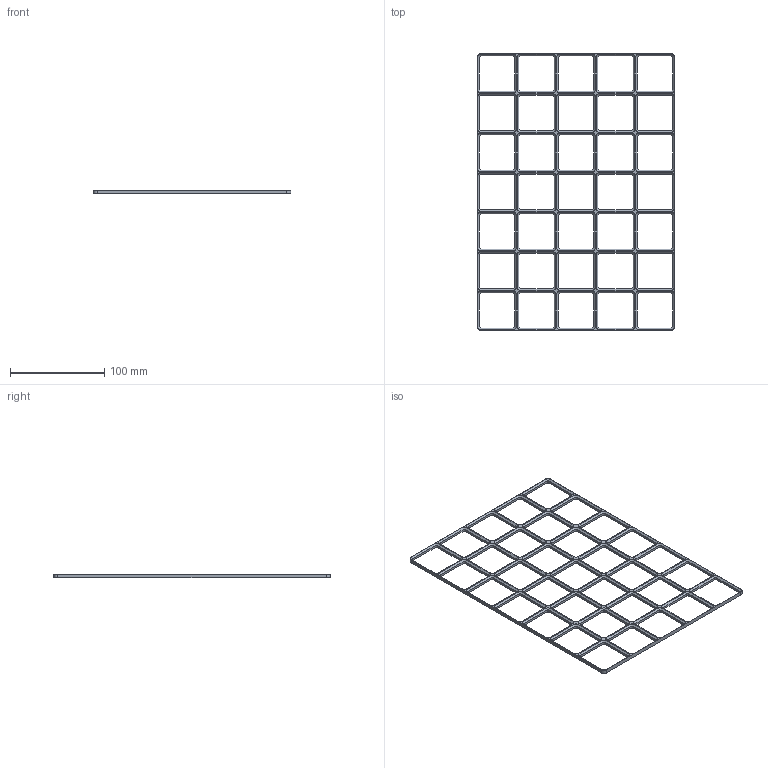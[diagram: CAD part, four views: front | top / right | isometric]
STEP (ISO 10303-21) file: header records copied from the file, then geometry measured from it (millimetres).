
FILE_DESCRIPTION(/* description */ (''),/* implementation_level */ '2;1');
FILE_NAME(/* name */ 'Lt Frame 5x7',/* time_stamp */ '2024-06-14T16:48:25+03:00',/* author */ (''),/* organization */ (''),/* preprocessor_version */ 'ST-DEVELOPER v19.2',/* originating_system */ 'Rhino 8.2',/* authorisation */ '');
FILE_SCHEMA (('CONFIG_CONTROL_DESIGN'));
Length unit declared in the file: millimetre
Products named in the file (1): Document
Bounding box: 210 x 294 x 4.15 mm (x, y, z)
Volume: 42950.4 mm3; surface area: 44895 mm2
Topology: 1 solids, 1 shells, 570 faces, 1424 edges, 856 vertices
Faces by surface type: plane 286, cylinder 144, bspline 140
Entity records: 18580 total; most frequent: CARTESIAN_POINT 7084, ORIENTED_EDGE 2848, EDGE_CURVE 1424, DIRECTION 1290, B_SPLINE_CURVE_WITH_KNOTS 996, AXIS2_PLACEMENT_3D 860, VERTEX_POINT 856, EDGE_LOOP 640
